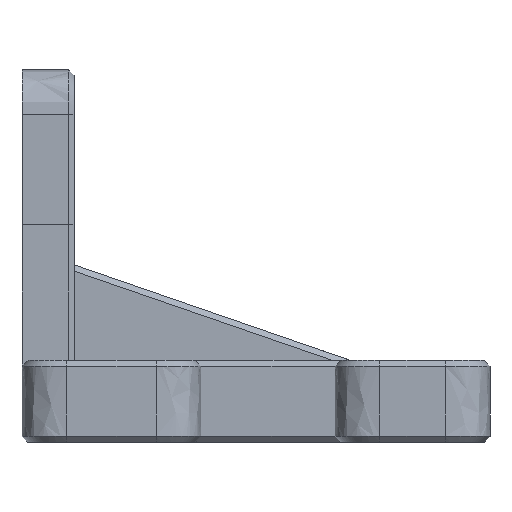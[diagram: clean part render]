
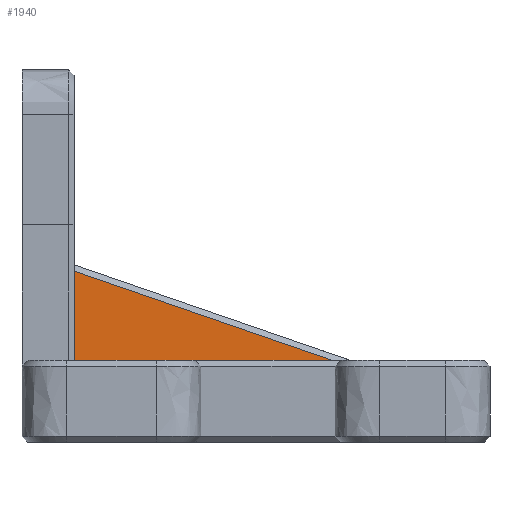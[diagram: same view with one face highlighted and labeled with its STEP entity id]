
A CAD part, left-side view. The second image highlights one B-rep face of the part: STEP entity #1940.
In plain terms, the highlighted planar face has unit normal (-1, 0, 0).
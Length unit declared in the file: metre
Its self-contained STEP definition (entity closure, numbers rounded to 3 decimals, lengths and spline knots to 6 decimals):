
#98=LINE('',#2595,#230);
#99=LINE('',#2598,#231);
#100=LINE('',#2600,#232);
#230=VECTOR('',#2203,1.);
#231=VECTOR('',#2204,1.);
#232=VECTOR('',#2205,1.);
#372=ORIENTED_EDGE('',*,*,#984,.T.);
#373=ORIENTED_EDGE('',*,*,#985,.T.);
#374=ORIENTED_EDGE('',*,*,#986,.T.);
#984=EDGE_CURVE('',#1290,#1291,#98,.T.);
#985=EDGE_CURVE('',#1291,#1292,#99,.T.);
#986=EDGE_CURVE('',#1292,#1290,#100,.T.);
#1290=VERTEX_POINT('',#2596);
#1291=VERTEX_POINT('',#2597);
#1292=VERTEX_POINT('',#2599);
#1614=EDGE_LOOP('',(#372,#373,#374));
#1743=FACE_BOUND('',#1614,.T.);
#1870=PLANE('',#2073);
#1940=ADVANCED_FACE('',(#1743),#1870,.T.);
#2073=AXIS2_PLACEMENT_3D('',#2594,#2201,#2202);
#2201=DIRECTION('',(-1.,0.,0.));
#2202=DIRECTION('',(0.,0.,1.));
#2203=DIRECTION('',(0.,-1.,0.));
#2204=DIRECTION('',(0.,0.945,0.327));
#2205=DIRECTION('',(0.,0.,-1.));
#2594=CARTESIAN_POINT('',(0.01,0.028554,0.005759));
#2595=CARTESIAN_POINT('',(0.01,0.016139,0.005759));
#2596=CARTESIAN_POINT('',(0.01,0.028,0.005759));
#2597=CARTESIAN_POINT('',(0.01,0.010685,0.005759));
#2598=CARTESIAN_POINT('',(0.01,0.028131,0.011786));
#2599=CARTESIAN_POINT('',(0.01,0.028,0.011741));
#2600=CARTESIAN_POINT('',(0.01,0.028,0.02975));
